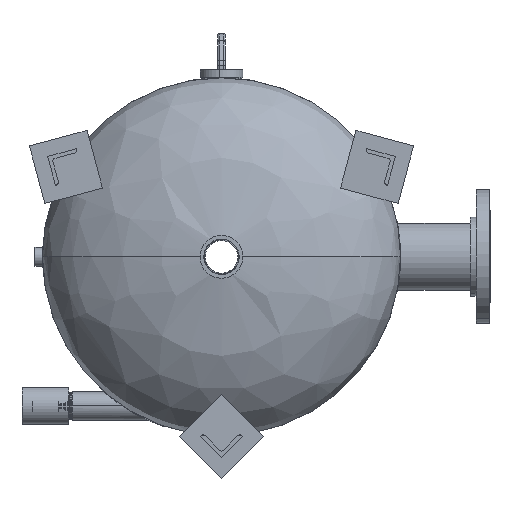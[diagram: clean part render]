
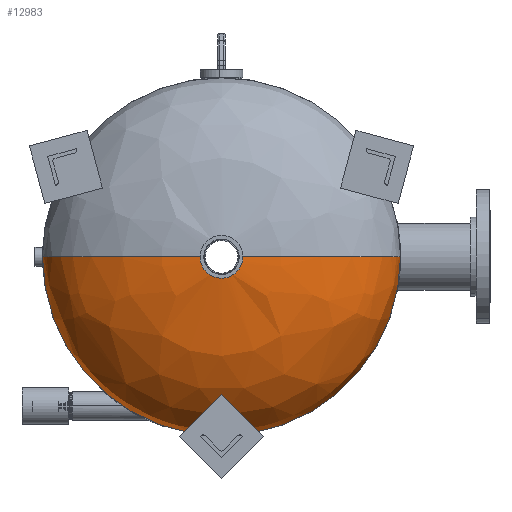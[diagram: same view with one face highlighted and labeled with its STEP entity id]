
A CAD part, front view. The second image highlights one B-rep face of the part: STEP entity #12983.
In plain terms, the highlighted free-form (B-spline) face has degree [3, 3] with [4, 4] control points.
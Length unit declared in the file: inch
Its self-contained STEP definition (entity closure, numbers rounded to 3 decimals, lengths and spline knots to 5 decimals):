
#112 = EDGE_CURVE ( 'NONE', #1502, #5352, #252, .T. ) ;
#252 =( BOUNDED_CURVE ( )  B_SPLINE_CURVE ( 3, ( #13792, #19196, #15561, #9134 ),
 .UNSPECIFIED., .F., .F. ) 
 B_SPLINE_CURVE_WITH_KNOTS ( ( 4, 4 ),
 ( 4.82198, 6.28319 ),
 .UNSPECIFIED. ) 
 CURVE ( )  GEOMETRIC_REPRESENTATION_ITEM ( )  RATIONAL_B_SPLINE_CURVE ( ( 1., 0.83, 0.83, 1. ) ) 
 REPRESENTATION_ITEM ( '' )  );
#857 = EDGE_CURVE ( 'NONE', #10384, #16712, #10421, .T. ) ;
#1502 = VERTEX_POINT ( 'NONE', #16468 ) ;
#1715 = DIRECTION ( 'NONE',  ( 1., 0., 0. ) ) ;
#3379 = CARTESIAN_POINT ( 'NONE',  ( -12., 5.31709, 0. ) ) ;
#3427 = CARTESIAN_POINT ( 'NONE',  ( 12., 2., 0. ) ) ;
#3489 = CARTESIAN_POINT ( 'NONE',  ( -12., 2., 0. ) ) ;
#3583 = CARTESIAN_POINT ( 'NONE',  ( -12., 5.31709, 0. ) ) ;
#3955 = DIRECTION ( 'NONE',  ( 1., 0., 0. ) ) ;
#5042 = CARTESIAN_POINT ( 'NONE',  ( 12., 5.31709, 24. ) ) ;
#5133 = CARTESIAN_POINT ( 'NONE',  ( 0., 8.15038, 0. ) ) ;
#5180 = ORIENTED_EDGE ( 'NONE', *, *, #857, .T. ) ;
#5256 = CARTESIAN_POINT ( 'NONE',  ( -12., 5.31709, 24. ) ) ;
#5352 = VERTEX_POINT ( 'NONE', #3427 ) ;
#5636 = AXIS2_PLACEMENT_3D ( 'NONE', #15747, #17853, #3955 ) ;
#6785 = DIRECTION ( 'NONE',  ( 0., -1., 0. ) ) ;
#6794 = CARTESIAN_POINT ( 'NONE',  ( 12., 2., 0. ) ) ;
#6830 = EDGE_CURVE ( 'NONE', #1502, #10384, #18633, .T. ) ;
#7662 = CARTESIAN_POINT ( 'NONE',  ( -1.3125, 8.15038, 0. ) ) ;
#8176 = CARTESIAN_POINT ( 'NONE',  ( -12., 2., 0. ) ) ;
#8253 = VERTEX_POINT ( 'NONE', #8176 ) ;
#8454 = FACE_OUTER_BOUND ( 'NONE', #18597, .T. ) ;
#8895 = AXIS2_PLACEMENT_3D ( 'NONE', #17785, #11039, #12574 ) ;
#9017 = AXIS2_PLACEMENT_3D ( 'NONE', #5133, #6785, #1715 ) ;
#9134 = CARTESIAN_POINT ( 'NONE',  ( 12., 2., 0. ) ) ;
#9989 = CARTESIAN_POINT ( 'NONE',  ( 1.3125, 8.15038, 2.625 ) ) ;
#10089 = CARTESIAN_POINT ( 'NONE',  ( 12., 5.31709, 0. ) ) ;
#10233 =( BOUNDED_SURFACE ( )  B_SPLINE_SURFACE ( 3, 3, ( 
 ( #15195, #9989, #16962, #13433 ),
 ( #18505, #20376, #16746, #13631 ),
 ( #10089, #5042, #5256, #3379 ),
 ( #6794, #11982, #18613, #3489 ) ),
 .UNSPECIFIED., .F., .F., .F. ) 
 B_SPLINE_SURFACE_WITH_KNOTS ( ( 4, 4 ),
 ( 4, 4 ),
 ( 0., 1. ),
 ( 0., 1. ),
 .UNSPECIFIED. ) 
 GEOMETRIC_REPRESENTATION_ITEM ( )  RATIONAL_B_SPLINE_SURFACE ( (
 ( 1., 0.333, 0.333, 1.),
 ( 0.83, 0.277, 0.277, 0.83),
 ( 0.83, 0.277, 0.277, 0.83),
 ( 1., 0.333, 0.333, 1.) ) ) 
 REPRESENTATION_ITEM ( '' )  SURFACE ( )  );
#10384 = VERTEX_POINT ( 'NONE', #12599 ) ;
#10421 = CIRCLE ( 'NONE', #9017, 1.3125 ) ;
#11039 = DIRECTION ( 'NONE',  ( 0., -1., 0. ) ) ;
#11982 = CARTESIAN_POINT ( 'NONE',  ( 12., 2., 24. ) ) ;
#12574 = DIRECTION ( 'NONE',  ( 1., 0., 0. ) ) ;
#12599 = CARTESIAN_POINT ( 'NONE',  ( 0., 8.15038, 1.3125 ) ) ;
#12983 = ADVANCED_FACE ( 'NONE', ( #8454 ), #10233, .F. ) ;
#13433 = CARTESIAN_POINT ( 'NONE',  ( -1.3125, 8.15038, 0. ) ) ;
#13631 = CARTESIAN_POINT ( 'NONE',  ( -7.70705, 7.78757, 0. ) ) ;
#13730 = CARTESIAN_POINT ( 'NONE',  ( -1.3125, 8.15038, 0. ) ) ;
#13792 = CARTESIAN_POINT ( 'NONE',  ( 1.3125, 8.15038, 0. ) ) ;
#14055 =( BOUNDED_CURVE ( )  B_SPLINE_CURVE ( 3, ( #13730, #17265, #3583, #17047 ),
 .UNSPECIFIED., .F., .F. ) 
 B_SPLINE_CURVE_WITH_KNOTS ( ( 4, 4 ),
 ( 4.82198, 6.28319 ),
 .UNSPECIFIED. ) 
 CURVE ( )  GEOMETRIC_REPRESENTATION_ITEM ( )  RATIONAL_B_SPLINE_CURVE ( ( 1., 0.83, 0.83, 1. ) ) 
 REPRESENTATION_ITEM ( '' )  );
#15163 = EDGE_CURVE ( 'NONE', #16712, #8253, #14055, .T. ) ;
#15195 = CARTESIAN_POINT ( 'NONE',  ( 1.3125, 8.15038, 0. ) ) ;
#15561 = CARTESIAN_POINT ( 'NONE',  ( 12., 5.31709, 0. ) ) ;
#15607 = CIRCLE ( 'NONE', #8895, 12. ) ;
#15610 = EDGE_CURVE ( 'NONE', #5352, #8253, #15607, .T. ) ;
#15747 = CARTESIAN_POINT ( 'NONE',  ( 0., 8.15038, 0. ) ) ;
#16468 = CARTESIAN_POINT ( 'NONE',  ( 1.3125, 8.15038, 0. ) ) ;
#16712 = VERTEX_POINT ( 'NONE', #7662 ) ;
#16746 = CARTESIAN_POINT ( 'NONE',  ( -7.70705, 7.78757, 15.4141 ) ) ;
#16962 = CARTESIAN_POINT ( 'NONE',  ( -1.3125, 8.15038, 2.625 ) ) ;
#17047 = CARTESIAN_POINT ( 'NONE',  ( -12., 2., 0. ) ) ;
#17265 = CARTESIAN_POINT ( 'NONE',  ( -7.70705, 7.78757, 0. ) ) ;
#17274 = ORIENTED_EDGE ( 'NONE', *, *, #6830, .T. ) ;
#17785 = CARTESIAN_POINT ( 'NONE',  ( 0., 2., 0. ) ) ;
#17853 = DIRECTION ( 'NONE',  ( 0., -1., 0. ) ) ;
#18505 = CARTESIAN_POINT ( 'NONE',  ( 7.70705, 7.78757, 0. ) ) ;
#18597 = EDGE_LOOP ( 'NONE', ( #5180, #19664, #20333, #20097, #17274 ) ) ;
#18613 = CARTESIAN_POINT ( 'NONE',  ( -12., 2., 24. ) ) ;
#18633 = CIRCLE ( 'NONE', #5636, 1.3125 ) ;
#19196 = CARTESIAN_POINT ( 'NONE',  ( 7.70705, 7.78757, 0. ) ) ;
#19664 = ORIENTED_EDGE ( 'NONE', *, *, #15163, .T. ) ;
#20097 = ORIENTED_EDGE ( 'NONE', *, *, #112, .F. ) ;
#20333 = ORIENTED_EDGE ( 'NONE', *, *, #15610, .F. ) ;
#20376 = CARTESIAN_POINT ( 'NONE',  ( 7.70705, 7.78757, 15.4141 ) ) ;
